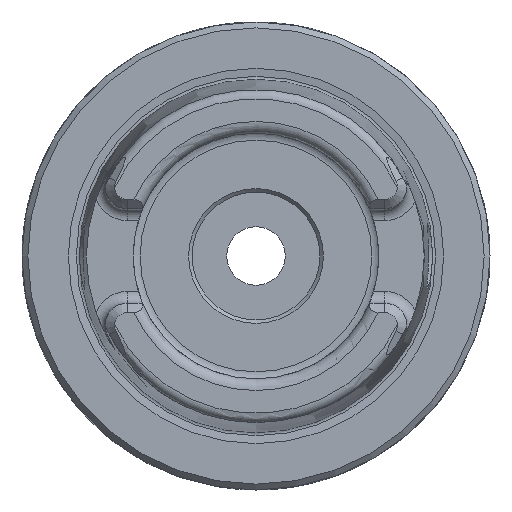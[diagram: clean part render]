
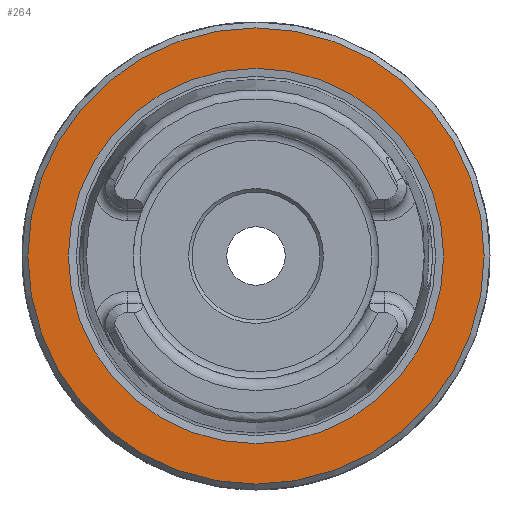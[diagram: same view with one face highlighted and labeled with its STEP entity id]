
A CAD part, left-side view. The second image highlights one B-rep face of the part: STEP entity #264.
In plain terms, the highlighted planar face has unit normal (-1, 0, 0).
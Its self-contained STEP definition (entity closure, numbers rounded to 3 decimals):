
#264 = ADVANCED_FACE( '', ( #652, #653 ), #654, .T. );
#652 = FACE_BOUND( '', #1182, .T. );
#653 = FACE_OUTER_BOUND( '', #1183, .T. );
#654 = PLANE( '', #1184 );
#1182 = EDGE_LOOP( '', ( #1903 ) );
#1183 = EDGE_LOOP( '', ( #1904 ) );
#1184 = AXIS2_PLACEMENT_3D( '', #1905, #1906, #1907 );
#1903 = ORIENTED_EDGE( '', *, *, #3040, .T. );
#1904 = ORIENTED_EDGE( '', *, *, #2953, .F. );
#1905 = CARTESIAN_POINT( '', ( 0., 0., -16.04 ) );
#1906 = DIRECTION( '', ( -1., 0., 0. ) );
#1907 = DIRECTION( '', ( 0., 0., 1. ) );
#2953 = EDGE_CURVE( '', #3527, #3527, #3528, .T. );
#3040 = EDGE_CURVE( '', #3675, #3675, #3676, .T. );
#3527 = VERTEX_POINT( '', #4667 );
#3528 = CIRCLE( '', #4668, 19.5 );
#3675 = VERTEX_POINT( '', #5125 );
#3676 = CIRCLE( '', #5126, 16.04 );
#4667 = CARTESIAN_POINT( '', ( 0., 0., -19.5 ) );
#4668 = AXIS2_PLACEMENT_3D( '', #6138, #6139, #6140 );
#5125 = CARTESIAN_POINT( '', ( 0., 0., -16.04 ) );
#5126 = AXIS2_PLACEMENT_3D( '', #6225, #6226, #6227 );
#6138 = CARTESIAN_POINT( '', ( 0., 0., 0. ) );
#6139 = DIRECTION( '', ( 1., 0., 0. ) );
#6140 = DIRECTION( '', ( 0., 0., -1. ) );
#6225 = CARTESIAN_POINT( '', ( 0., 0., 0. ) );
#6226 = DIRECTION( '', ( 1., 0., 0. ) );
#6227 = DIRECTION( '', ( 0., 0., -1. ) );
